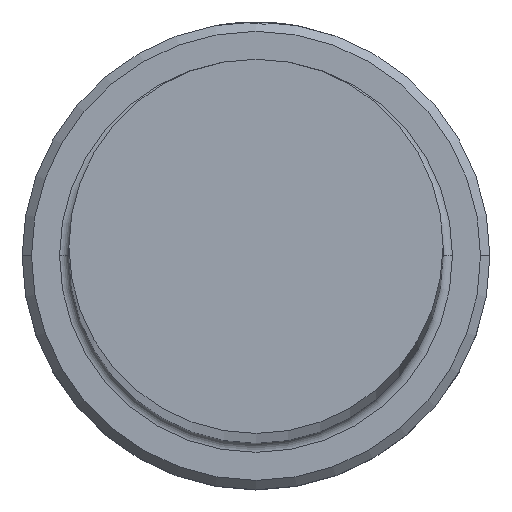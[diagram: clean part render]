
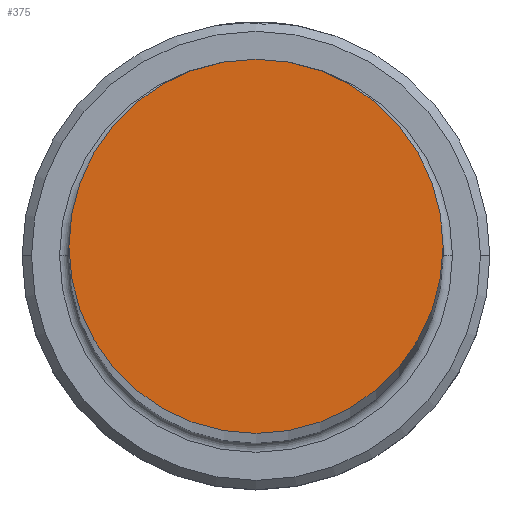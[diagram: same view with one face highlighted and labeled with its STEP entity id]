
A CAD part, top view. The second image highlights one B-rep face of the part: STEP entity #375.
In plain terms, the highlighted planar face has unit normal (0, 0, 1).
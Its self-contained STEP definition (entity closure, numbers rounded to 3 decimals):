
#78 = FACE_OUTER_BOUND ( 'NONE', #330, .T. ) ;
#117 = CARTESIAN_POINT ( 'NONE',  ( 0., 0., 300. ) ) ;
#169 = DIRECTION ( 'NONE',  ( 0., 0., 1. ) ) ;
#183 = CARTESIAN_POINT ( 'NONE',  ( 0., 0., 300. ) ) ;
#209 = DIRECTION ( 'NONE',  ( 0., 0., 1. ) ) ;
#328 = CARTESIAN_POINT ( 'NONE',  ( -10., 0., 300. ) ) ;
#330 = EDGE_LOOP ( 'NONE', ( #1150, #1131 ) ) ;
#355 = CIRCLE ( 'NONE', #1050, 10. ) ;
#375 = ADVANCED_FACE ( 'NONE', ( #78 ), #653, .T. ) ;
#497 = EDGE_CURVE ( 'NONE', #843, #802, #355, .T. ) ;
#500 = CIRCLE ( 'NONE', #880, 10. ) ;
#653 = PLANE ( 'NONE',  #741 ) ;
#731 = CARTESIAN_POINT ( 'NONE',  ( 0., 0., 300. ) ) ;
#741 = AXIS2_PLACEMENT_3D ( 'NONE', #183, #857, #1198 ) ;
#802 = VERTEX_POINT ( 'NONE', #1047 ) ;
#830 = DIRECTION ( 'NONE',  ( 1., 0., 0. ) ) ;
#843 = VERTEX_POINT ( 'NONE', #328 ) ;
#857 = DIRECTION ( 'NONE',  ( 0., 0., 1. ) ) ;
#868 = DIRECTION ( 'NONE',  ( 1., 0., 0. ) ) ;
#880 = AXIS2_PLACEMENT_3D ( 'NONE', #117, #209, #868 ) ;
#1047 = CARTESIAN_POINT ( 'NONE',  ( 10., 0., 300. ) ) ;
#1050 = AXIS2_PLACEMENT_3D ( 'NONE', #731, #169, #830 ) ;
#1131 = ORIENTED_EDGE ( 'NONE', *, *, #1139, .T. ) ;
#1139 = EDGE_CURVE ( 'NONE', #802, #843, #500, .T. ) ;
#1150 = ORIENTED_EDGE ( 'NONE', *, *, #497, .T. ) ;
#1198 = DIRECTION ( 'NONE',  ( 1., 0., 0. ) ) ;
